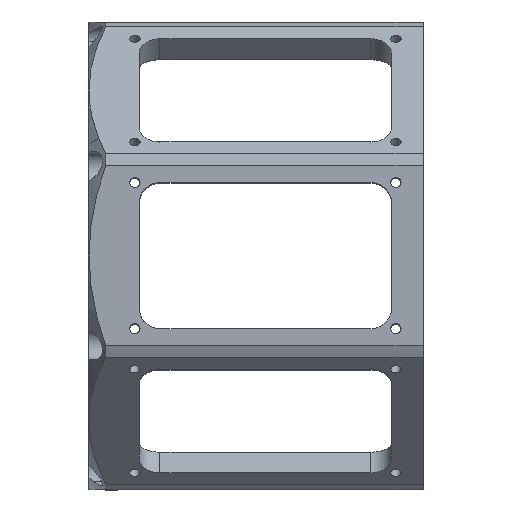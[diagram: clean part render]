
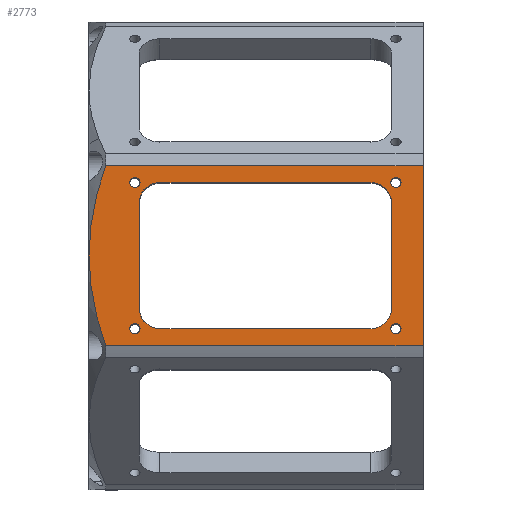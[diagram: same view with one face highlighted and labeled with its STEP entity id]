
A CAD part, top view. The second image highlights one B-rep face of the part: STEP entity #2773.
In plain terms, the highlighted planar face has unit normal (0, 0, 1).
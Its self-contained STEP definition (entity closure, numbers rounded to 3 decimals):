
#1489=CARTESIAN_POINT('Vertex',(-126.,35.,112.)) ;
#1492=CARTESIAN_POINT('Axis2P3D Location',(-126.,25.,112.)) ;
#1496=CARTESIAN_POINT('Vertex',(-136.,25.,112.)) ;
#1520=CARTESIAN_POINT('Vertex',(-25.,-35.,112.)) ;
#1523=CARTESIAN_POINT('Axis2P3D Location',(-25.,-25.,112.)) ;
#1527=CARTESIAN_POINT('Vertex',(-15.,-25.,112.)) ;
#2588=CARTESIAN_POINT('Axis2P3D Location',(-160.,-60.,112.)) ;
#2594=CARTESIAN_POINT('Control Point',(-152.,-43.081,112.)) ;
#2595=CARTESIAN_POINT('Control Point',(-153.188,-39.772,112.)) ;
#2596=CARTESIAN_POINT('Control Point',(-154.283,-36.445,112.)) ;
#2597=CARTESIAN_POINT('Control Point',(-155.278,-33.101,112.)) ;
#2598=CARTESIAN_POINT('Control Point',(-157.2,-25.821,112.)) ;
#2599=CARTESIAN_POINT('Control Point',(-158.586,-18.484,112.)) ;
#2600=CARTESIAN_POINT('Control Point',(-159.166,-14.519,112.)) ;
#2601=CARTESIAN_POINT('Control Point',(-159.709,-9.234,112.)) ;
#2602=CARTESIAN_POINT('Control Point',(-159.942,-3.941,112.)) ;
#2603=CARTESIAN_POINT('Control Point',(-159.981,-2.628,112.)) ;
#2604=CARTESIAN_POINT('Control Point',(-160.,-1.314,112.)) ;
#2605=CARTESIAN_POINT('Control Point',(-160.,0.,112.)) ;
#2606=CARTESIAN_POINT('Vertex',(-152.,-43.081,112.)) ;
#2608=CARTESIAN_POINT('Vertex',(-160.,0.,112.)) ;
#2611=CARTESIAN_POINT('Line Origine',(-76.,-43.081,112.)) ;
#2615=CARTESIAN_POINT('Vertex',(0.,-43.081,112.)) ;
#2618=CARTESIAN_POINT('Line Origine',(0.,0.,112.)) ;
#2622=CARTESIAN_POINT('Vertex',(0.,43.081,112.)) ;
#2625=CARTESIAN_POINT('Line Origine',(-76.,43.081,112.)) ;
#2629=CARTESIAN_POINT('Vertex',(-152.,43.081,112.)) ;
#2633=CARTESIAN_POINT('Control Point',(-160.,0.,112.)) ;
#2634=CARTESIAN_POINT('Control Point',(-160.,2.895,112.)) ;
#2635=CARTESIAN_POINT('Control Point',(-159.906,5.79,112.)) ;
#2636=CARTESIAN_POINT('Control Point',(-159.719,8.683,112.)) ;
#2637=CARTESIAN_POINT('Control Point',(-159.079,15.303,112.)) ;
#2638=CARTESIAN_POINT('Control Point',(-157.967,21.897,112.)) ;
#2639=CARTESIAN_POINT('Control Point',(-157.196,25.601,112.)) ;
#2640=CARTESIAN_POINT('Control Point',(-155.783,31.336,112.)) ;
#2641=CARTESIAN_POINT('Control Point',(-154.062,37.028,112.)) ;
#2642=CARTESIAN_POINT('Control Point',(-153.41,39.052,112.)) ;
#2643=CARTESIAN_POINT('Control Point',(-152.722,41.07,112.)) ;
#2644=CARTESIAN_POINT('Control Point',(-152.,43.081,112.)) ;
#2653=CARTESIAN_POINT('Axis2P3D Location',(-13.,-35.,112.)) ;
#2657=CARTESIAN_POINT('Vertex',(-15.459,-35.,112.)) ;
#2659=CARTESIAN_POINT('Vertex',(-10.542,-35.,112.)) ;
#2662=CARTESIAN_POINT('Axis2P3D Location',(-13.,-35.,112.)) ;
#2671=CARTESIAN_POINT('Axis2P3D Location',(-126.,-25.,112.)) ;
#2675=CARTESIAN_POINT('Vertex',(-136.,-25.,112.)) ;
#2677=CARTESIAN_POINT('Vertex',(-126.,-35.,112.)) ;
#2680=CARTESIAN_POINT('Line Origine',(-136.,0.,112.)) ;
#2685=CARTESIAN_POINT('Line Origine',(-75.5,35.,112.)) ;
#2689=CARTESIAN_POINT('Vertex',(-25.,35.,112.)) ;
#2692=CARTESIAN_POINT('Axis2P3D Location',(-25.,25.,112.)) ;
#2696=CARTESIAN_POINT('Vertex',(-15.,25.,112.)) ;
#2699=CARTESIAN_POINT('Line Origine',(-15.,0.,112.)) ;
#2704=CARTESIAN_POINT('Line Origine',(-75.5,-35.,112.)) ;
#2719=CARTESIAN_POINT('Axis2P3D Location',(-138.,-35.,112.)) ;
#2723=CARTESIAN_POINT('Vertex',(-135.542,-35.,112.)) ;
#2725=CARTESIAN_POINT('Vertex',(-140.459,-35.,112.)) ;
#2728=CARTESIAN_POINT('Axis2P3D Location',(-138.,-35.,112.)) ;
#2737=CARTESIAN_POINT('Axis2P3D Location',(-13.,35.,112.)) ;
#2741=CARTESIAN_POINT('Vertex',(-10.542,35.,112.)) ;
#2743=CARTESIAN_POINT('Vertex',(-15.459,35.,112.)) ;
#2746=CARTESIAN_POINT('Axis2P3D Location',(-13.,35.,112.)) ;
#2755=CARTESIAN_POINT('Axis2P3D Location',(-138.,35.,112.)) ;
#2759=CARTESIAN_POINT('Vertex',(-135.542,35.,112.)) ;
#2761=CARTESIAN_POINT('Vertex',(-140.459,35.,112.)) ;
#2764=CARTESIAN_POINT('Axis2P3D Location',(-138.,35.,112.)) ;
#2613=VECTOR('Line Direction',#2612,1.) ;
#2620=VECTOR('Line Direction',#2619,1.) ;
#2627=VECTOR('Line Direction',#2626,1.) ;
#2682=VECTOR('Line Direction',#2681,1.) ;
#2687=VECTOR('Line Direction',#2686,1.) ;
#2701=VECTOR('Line Direction',#2700,1.) ;
#2706=VECTOR('Line Direction',#2705,1.) ;
#1493=DIRECTION('Axis2P3D Direction',(-0.,0.,1.)) ;
#1524=DIRECTION('Axis2P3D Direction',(-0.,0.,1.)) ;
#2589=DIRECTION('Axis2P3D Direction',(0.,0.,-1.)) ;
#2590=DIRECTION('Axis2P3D XDirection',(0.,1.,0.)) ;
#2612=DIRECTION('Vector Direction',(-1.,0.,0.)) ;
#2619=DIRECTION('Vector Direction',(0.,1.,0.)) ;
#2626=DIRECTION('Vector Direction',(-1.,0.,0.)) ;
#2654=DIRECTION('Axis2P3D Direction',(0.,0.,-1.)) ;
#2663=DIRECTION('Axis2P3D Direction',(0.,0.,-1.)) ;
#2672=DIRECTION('Axis2P3D Direction',(0.,0.,-1.)) ;
#2681=DIRECTION('Vector Direction',(0.,1.,0.)) ;
#2686=DIRECTION('Vector Direction',(1.,0.,0.)) ;
#2693=DIRECTION('Axis2P3D Direction',(0.,0.,-1.)) ;
#2700=DIRECTION('Vector Direction',(0.,-1.,0.)) ;
#2705=DIRECTION('Vector Direction',(-1.,0.,0.)) ;
#2720=DIRECTION('Axis2P3D Direction',(0.,0.,-1.)) ;
#2729=DIRECTION('Axis2P3D Direction',(0.,0.,-1.)) ;
#2738=DIRECTION('Axis2P3D Direction',(0.,0.,-1.)) ;
#2747=DIRECTION('Axis2P3D Direction',(0.,0.,-1.)) ;
#2756=DIRECTION('Axis2P3D Direction',(0.,0.,-1.)) ;
#2765=DIRECTION('Axis2P3D Direction',(0.,0.,-1.)) ;
#1494=AXIS2_PLACEMENT_3D('Circle Axis2P3D',#1492,#1493,$) ;
#1525=AXIS2_PLACEMENT_3D('Circle Axis2P3D',#1523,#1524,$) ;
#2591=AXIS2_PLACEMENT_3D('Plane Axis2P3D',#2588,#2589,#2590) ;
#2655=AXIS2_PLACEMENT_3D('Circle Axis2P3D',#2653,#2654,$) ;
#2664=AXIS2_PLACEMENT_3D('Circle Axis2P3D',#2662,#2663,$) ;
#2673=AXIS2_PLACEMENT_3D('Circle Axis2P3D',#2671,#2672,$) ;
#2694=AXIS2_PLACEMENT_3D('Circle Axis2P3D',#2692,#2693,$) ;
#2721=AXIS2_PLACEMENT_3D('Circle Axis2P3D',#2719,#2720,$) ;
#2730=AXIS2_PLACEMENT_3D('Circle Axis2P3D',#2728,#2729,$) ;
#2739=AXIS2_PLACEMENT_3D('Circle Axis2P3D',#2737,#2738,$) ;
#2748=AXIS2_PLACEMENT_3D('Circle Axis2P3D',#2746,#2747,$) ;
#2757=AXIS2_PLACEMENT_3D('Circle Axis2P3D',#2755,#2756,$) ;
#2766=AXIS2_PLACEMENT_3D('Circle Axis2P3D',#2764,#2765,$) ;
#2614=LINE('Line',#2611,#2613) ;
#2621=LINE('Line',#2618,#2620) ;
#2628=LINE('Line',#2625,#2627) ;
#2683=LINE('Line',#2680,#2682) ;
#2688=LINE('Line',#2685,#2687) ;
#2702=LINE('Line',#2699,#2701) ;
#2707=LINE('Line',#2704,#2706) ;
#1495=CIRCLE('generated circle',#1494,10.) ;
#1526=CIRCLE('generated circle',#1525,10.) ;
#2656=CIRCLE('generated circle',#2655,2.459) ;
#2665=CIRCLE('generated circle',#2664,2.459) ;
#2674=CIRCLE('generated circle',#2673,10.) ;
#2695=CIRCLE('generated circle',#2694,10.) ;
#2722=CIRCLE('generated circle',#2721,2.459) ;
#2731=CIRCLE('generated circle',#2730,2.459) ;
#2740=CIRCLE('generated circle',#2739,2.459) ;
#2749=CIRCLE('generated circle',#2748,2.459) ;
#2758=CIRCLE('generated circle',#2757,2.459) ;
#2767=CIRCLE('generated circle',#2766,2.459) ;
#2592=PLANE('',#2591) ;
#2670=FACE_BOUND('',#2667,.T.) ;
#2718=FACE_BOUND('',#2709,.T.) ;
#2736=FACE_BOUND('',#2733,.T.) ;
#2754=FACE_BOUND('',#2751,.T.) ;
#2772=FACE_BOUND('',#2769,.T.) ;
#1498=EDGE_CURVE('',#1490,#1497,#1495,.T.) ;
#1529=EDGE_CURVE('',#1521,#1528,#1526,.T.) ;
#2610=EDGE_CURVE('',#2607,#2609,#2593,.T.) ;
#2617=EDGE_CURVE('',#2616,#2607,#2614,.T.) ;
#2624=EDGE_CURVE('',#2616,#2623,#2621,.T.) ;
#2631=EDGE_CURVE('',#2623,#2630,#2628,.T.) ;
#2645=EDGE_CURVE('',#2609,#2630,#2632,.T.) ;
#2661=EDGE_CURVE('',#2658,#2660,#2656,.T.) ;
#2666=EDGE_CURVE('',#2660,#2658,#2665,.T.) ;
#2679=EDGE_CURVE('',#2676,#2678,#2674,.F.) ;
#2684=EDGE_CURVE('',#1497,#2676,#2683,.F.) ;
#2691=EDGE_CURVE('',#2690,#1490,#2688,.F.) ;
#2698=EDGE_CURVE('',#2697,#2690,#2695,.F.) ;
#2703=EDGE_CURVE('',#1528,#2697,#2702,.F.) ;
#2708=EDGE_CURVE('',#2678,#1521,#2707,.F.) ;
#2727=EDGE_CURVE('',#2724,#2726,#2722,.T.) ;
#2732=EDGE_CURVE('',#2726,#2724,#2731,.T.) ;
#2745=EDGE_CURVE('',#2742,#2744,#2740,.T.) ;
#2750=EDGE_CURVE('',#2744,#2742,#2749,.T.) ;
#2763=EDGE_CURVE('',#2760,#2762,#2758,.T.) ;
#2768=EDGE_CURVE('',#2762,#2760,#2767,.T.) ;
#2646=EDGE_LOOP('',(#2647,#2648,#2649,#2650,#2651)) ;
#2667=EDGE_LOOP('',(#2668,#2669)) ;
#2709=EDGE_LOOP('',(#2710,#2711,#2712,#2713,#2714,#2715,#2716,#2717)) ;
#2733=EDGE_LOOP('',(#2734,#2735)) ;
#2751=EDGE_LOOP('',(#2752,#2753)) ;
#2769=EDGE_LOOP('',(#2770,#2771)) ;
#2647=ORIENTED_EDGE('',*,*,#2610,.F.) ;
#2648=ORIENTED_EDGE('',*,*,#2617,.F.) ;
#2649=ORIENTED_EDGE('',*,*,#2624,.T.) ;
#2650=ORIENTED_EDGE('',*,*,#2631,.T.) ;
#2651=ORIENTED_EDGE('',*,*,#2645,.F.) ;
#2668=ORIENTED_EDGE('',*,*,#2661,.T.) ;
#2669=ORIENTED_EDGE('',*,*,#2666,.T.) ;
#2710=ORIENTED_EDGE('',*,*,#2679,.F.) ;
#2711=ORIENTED_EDGE('',*,*,#2684,.F.) ;
#2712=ORIENTED_EDGE('',*,*,#1498,.F.) ;
#2713=ORIENTED_EDGE('',*,*,#2691,.F.) ;
#2714=ORIENTED_EDGE('',*,*,#2698,.F.) ;
#2715=ORIENTED_EDGE('',*,*,#2703,.F.) ;
#2716=ORIENTED_EDGE('',*,*,#1529,.F.) ;
#2717=ORIENTED_EDGE('',*,*,#2708,.F.) ;
#2734=ORIENTED_EDGE('',*,*,#2727,.T.) ;
#2735=ORIENTED_EDGE('',*,*,#2732,.T.) ;
#2752=ORIENTED_EDGE('',*,*,#2745,.T.) ;
#2753=ORIENTED_EDGE('',*,*,#2750,.T.) ;
#2770=ORIENTED_EDGE('',*,*,#2763,.T.) ;
#2771=ORIENTED_EDGE('',*,*,#2768,.T.) ;
#1490=VERTEX_POINT('',#1489) ;
#1497=VERTEX_POINT('',#1496) ;
#1521=VERTEX_POINT('',#1520) ;
#1528=VERTEX_POINT('',#1527) ;
#2607=VERTEX_POINT('',#2606) ;
#2609=VERTEX_POINT('',#2608) ;
#2616=VERTEX_POINT('',#2615) ;
#2623=VERTEX_POINT('',#2622) ;
#2630=VERTEX_POINT('',#2629) ;
#2658=VERTEX_POINT('',#2657) ;
#2660=VERTEX_POINT('',#2659) ;
#2676=VERTEX_POINT('',#2675) ;
#2678=VERTEX_POINT('',#2677) ;
#2690=VERTEX_POINT('',#2689) ;
#2697=VERTEX_POINT('',#2696) ;
#2724=VERTEX_POINT('',#2723) ;
#2726=VERTEX_POINT('',#2725) ;
#2742=VERTEX_POINT('',#2741) ;
#2744=VERTEX_POINT('',#2743) ;
#2760=VERTEX_POINT('',#2759) ;
#2762=VERTEX_POINT('',#2761) ;
#2773=ADVANCED_FACE('Corps principal',(#2652,#2670,#2718,#2736,#2754,#2772),#2592,.F.) ;
#2593=B_SPLINE_CURVE_WITH_KNOTS('',5,(#2594,#2595,#2596,#2597,#2598,#2599,#2600,#2601,#2602,#2603,#2604,#2605),.UNSPECIFIED.,.F.,.U.,(6,3,3,6),(0.,24.543,53.199,62.656),.UNSPECIFIED.) ;
#2632=B_SPLINE_CURVE_WITH_KNOTS('',5,(#2633,#2634,#2635,#2636,#2637,#2638,#2639,#2640,#2641,#2642,#2643,#2644),.UNSPECIFIED.,.F.,.U.,(6,3,3,6),(62.656,83.495,110.395,125.313),.UNSPECIFIED.) ;
#2652=FACE_OUTER_BOUND('',#2646,.T.) ;
